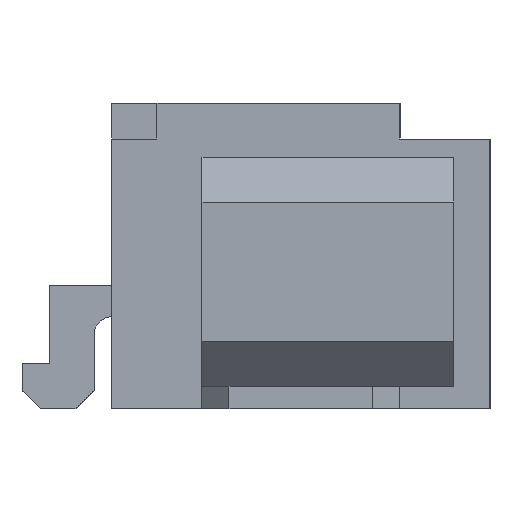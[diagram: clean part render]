
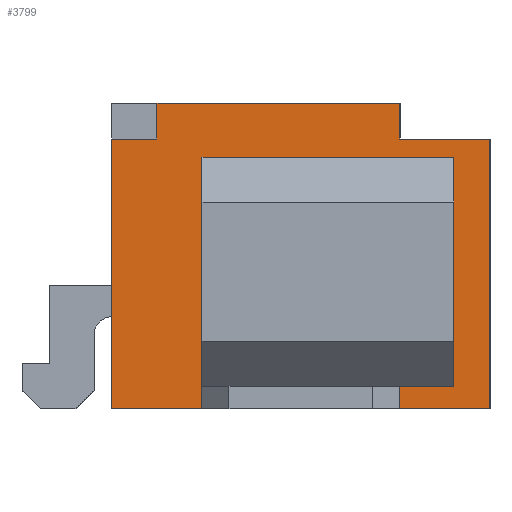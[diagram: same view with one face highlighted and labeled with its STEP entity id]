
A CAD part, left-side view. The second image highlights one B-rep face of the part: STEP entity #3799.
In plain terms, the highlighted planar face has unit normal (-1, 0, 0).
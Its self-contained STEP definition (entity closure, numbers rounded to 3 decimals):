
#787 = VERTEX_POINT('',#788);
#788 = CARTESIAN_POINT('',(-9.625,-2.6,0.));
#794 = EDGE_CURVE('',#787,#795,#797,.T.);
#795 = VERTEX_POINT('',#796);
#796 = CARTESIAN_POINT('',(-9.625,-2.6,3.));
#797 = LINE('',#798,#799);
#798 = CARTESIAN_POINT('',(-9.625,-2.6,0.));
#799 = VECTOR('',#800,1.);
#800 = DIRECTION('',(0.,0.,1.));
#1550 = VERTEX_POINT('',#1551);
#1551 = CARTESIAN_POINT('',(-9.625,1.6,3.));
#1557 = EDGE_CURVE('',#1558,#1550,#1560,.T.);
#1558 = VERTEX_POINT('',#1559);
#1559 = CARTESIAN_POINT('',(-9.625,1.6,0.));
#1560 = LINE('',#1561,#1562);
#1561 = CARTESIAN_POINT('',(-9.625,1.6,0.));
#1562 = VECTOR('',#1563,1.);
#1563 = DIRECTION('',(0.,0.,1.));
#2703 = VERTEX_POINT('',#2704);
#2704 = CARTESIAN_POINT('',(-9.625,1.1,3.4));
#2710 = EDGE_CURVE('',#2703,#2711,#2713,.T.);
#2711 = VERTEX_POINT('',#2712);
#2712 = CARTESIAN_POINT('',(-9.625,-1.6,3.4));
#2713 = LINE('',#2714,#2715);
#2714 = CARTESIAN_POINT('',(-9.625,1.6,3.4));
#2715 = VECTOR('',#2716,1.);
#2716 = DIRECTION('',(0.,-1.,0.));
#3744 = EDGE_CURVE('',#1558,#787,#3745,.T.);
#3745 = LINE('',#3746,#3747);
#3746 = CARTESIAN_POINT('',(-9.625,1.6,0.));
#3747 = VECTOR('',#3748,1.);
#3748 = DIRECTION('',(0.,-1.,0.));
#3779 = EDGE_CURVE('',#795,#3780,#3782,.T.);
#3780 = VERTEX_POINT('',#3781);
#3781 = CARTESIAN_POINT('',(-9.625,-1.6,3.));
#3782 = LINE('',#3783,#3784);
#3783 = CARTESIAN_POINT('',(-9.625,-2.6,3.));
#3784 = VECTOR('',#3785,1.);
#3785 = DIRECTION('',(0.,1.,0.));
#3799 = ADVANCED_FACE('',(#3800,#3827),#3909,.F.);
#3800 = FACE_BOUND('',#3801,.F.);
#3801 = EDGE_LOOP('',(#3802,#3803,#3804,#3812,#3818,#3819,#3825,#3826));
#3802 = ORIENTED_EDGE('',*,*,#3744,.F.);
#3803 = ORIENTED_EDGE('',*,*,#1557,.T.);
#3804 = ORIENTED_EDGE('',*,*,#3805,.T.);
#3805 = EDGE_CURVE('',#1550,#3806,#3808,.T.);
#3806 = VERTEX_POINT('',#3807);
#3807 = CARTESIAN_POINT('',(-9.625,1.1,3.));
#3808 = LINE('',#3809,#3810);
#3809 = CARTESIAN_POINT('',(-9.625,1.6,3.));
#3810 = VECTOR('',#3811,1.);
#3811 = DIRECTION('',(0.,-1.,0.));
#3812 = ORIENTED_EDGE('',*,*,#3813,.F.);
#3813 = EDGE_CURVE('',#2703,#3806,#3814,.T.);
#3814 = LINE('',#3815,#3816);
#3815 = CARTESIAN_POINT('',(-9.625,1.1,3.4));
#3816 = VECTOR('',#3817,1.);
#3817 = DIRECTION('',(-0.,-0.,-1.));
#3818 = ORIENTED_EDGE('',*,*,#2710,.T.);
#3819 = ORIENTED_EDGE('',*,*,#3820,.T.);
#3820 = EDGE_CURVE('',#2711,#3780,#3821,.T.);
#3821 = LINE('',#3822,#3823);
#3822 = CARTESIAN_POINT('',(-9.625,-1.6,3.4));
#3823 = VECTOR('',#3824,1.);
#3824 = DIRECTION('',(0.,0.,-1.));
#3825 = ORIENTED_EDGE('',*,*,#3779,.F.);
#3826 = ORIENTED_EDGE('',*,*,#794,.F.);
#3827 = FACE_BOUND('',#3828,.F.);
#3828 = EDGE_LOOP('',(#3829,#3839,#3847,#3855,#3863,#3871,#3879,#3887,
#3895,#3903));
#3829 = ORIENTED_EDGE('',*,*,#3830,.F.);
#3830 = EDGE_CURVE('',#3831,#3833,#3835,.T.);
#3831 = VERTEX_POINT('',#3832);
#3832 = CARTESIAN_POINT('',(-9.625,0.6,2.8));
#3833 = VERTEX_POINT('',#3834);
#3834 = CARTESIAN_POINT('',(-9.625,-2.2,2.8));
#3835 = LINE('',#3836,#3837);
#3836 = CARTESIAN_POINT('',(-9.625,0.6,2.8));
#3837 = VECTOR('',#3838,1.);
#3838 = DIRECTION('',(0.,-1.,0.));
#3839 = ORIENTED_EDGE('',*,*,#3840,.T.);
#3840 = EDGE_CURVE('',#3831,#3841,#3843,.T.);
#3841 = VERTEX_POINT('',#3842);
#3842 = CARTESIAN_POINT('',(-9.625,0.6,1.6));
#3843 = LINE('',#3844,#3845);
#3844 = CARTESIAN_POINT('',(-9.625,0.6,2.8));
#3845 = VECTOR('',#3846,1.);
#3846 = DIRECTION('',(0.,0.,-1.));
#3847 = ORIENTED_EDGE('',*,*,#3848,.T.);
#3848 = EDGE_CURVE('',#3841,#3849,#3851,.T.);
#3849 = VERTEX_POINT('',#3850);
#3850 = CARTESIAN_POINT('',(-9.625,-1.6,1.6));
#3851 = LINE('',#3852,#3853);
#3852 = CARTESIAN_POINT('',(-9.625,0.6,1.6));
#3853 = VECTOR('',#3854,1.);
#3854 = DIRECTION('',(0.,-1.,0.));
#3855 = ORIENTED_EDGE('',*,*,#3856,.T.);
#3856 = EDGE_CURVE('',#3849,#3857,#3859,.T.);
#3857 = VERTEX_POINT('',#3858);
#3858 = CARTESIAN_POINT('',(-9.625,-1.6,1.25));
#3859 = LINE('',#3860,#3861);
#3860 = CARTESIAN_POINT('',(-9.625,-1.6,1.6));
#3861 = VECTOR('',#3862,1.);
#3862 = DIRECTION('',(0.,0.,-1.));
#3863 = ORIENTED_EDGE('',*,*,#3864,.F.);
#3864 = EDGE_CURVE('',#3865,#3857,#3867,.T.);
#3865 = VERTEX_POINT('',#3866);
#3866 = CARTESIAN_POINT('',(-9.625,0.6,1.25));
#3867 = LINE('',#3868,#3869);
#3868 = CARTESIAN_POINT('',(-9.625,0.6,1.25));
#3869 = VECTOR('',#3870,1.);
#3870 = DIRECTION('',(0.,-1.,0.));
#3871 = ORIENTED_EDGE('',*,*,#3872,.T.);
#3872 = EDGE_CURVE('',#3865,#3873,#3875,.T.);
#3873 = VERTEX_POINT('',#3874);
#3874 = CARTESIAN_POINT('',(-9.625,0.6,0.35));
#3875 = LINE('',#3876,#3877);
#3876 = CARTESIAN_POINT('',(-9.625,0.6,1.25));
#3877 = VECTOR('',#3878,1.);
#3878 = DIRECTION('',(0.,0.,-1.));
#3879 = ORIENTED_EDGE('',*,*,#3880,.T.);
#3880 = EDGE_CURVE('',#3873,#3881,#3883,.T.);
#3881 = VERTEX_POINT('',#3882);
#3882 = CARTESIAN_POINT('',(-9.625,-1.6,0.35));
#3883 = LINE('',#3884,#3885);
#3884 = CARTESIAN_POINT('',(-9.625,0.6,0.35));
#3885 = VECTOR('',#3886,1.);
#3886 = DIRECTION('',(0.,-1.,0.));
#3887 = ORIENTED_EDGE('',*,*,#3888,.T.);
#3888 = EDGE_CURVE('',#3881,#3889,#3891,.T.);
#3889 = VERTEX_POINT('',#3890);
#3890 = CARTESIAN_POINT('',(-9.625,-1.6,0.25));
#3891 = LINE('',#3892,#3893);
#3892 = CARTESIAN_POINT('',(-9.625,-1.6,1.6));
#3893 = VECTOR('',#3894,1.);
#3894 = DIRECTION('',(0.,0.,-1.));
#3895 = ORIENTED_EDGE('',*,*,#3896,.T.);
#3896 = EDGE_CURVE('',#3889,#3897,#3899,.T.);
#3897 = VERTEX_POINT('',#3898);
#3898 = CARTESIAN_POINT('',(-9.625,-2.2,0.25));
#3899 = LINE('',#3900,#3901);
#3900 = CARTESIAN_POINT('',(-9.625,0.6,0.25));
#3901 = VECTOR('',#3902,1.);
#3902 = DIRECTION('',(0.,-1.,0.));
#3903 = ORIENTED_EDGE('',*,*,#3904,.F.);
#3904 = EDGE_CURVE('',#3833,#3897,#3905,.T.);
#3905 = LINE('',#3906,#3907);
#3906 = CARTESIAN_POINT('',(-9.625,-2.2,2.8));
#3907 = VECTOR('',#3908,1.);
#3908 = DIRECTION('',(0.,0.,-1.));
#3909 = PLANE('',#3910);
#3910 = AXIS2_PLACEMENT_3D('',#3911,#3912,#3913);
#3911 = CARTESIAN_POINT('',(-9.625,1.6,0.));
#3912 = DIRECTION('',(1.,0.,0.));
#3913 = DIRECTION('',(0.,-1.,0.));
